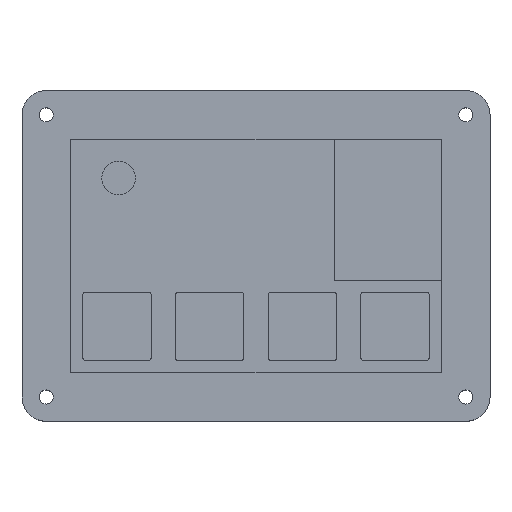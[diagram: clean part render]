
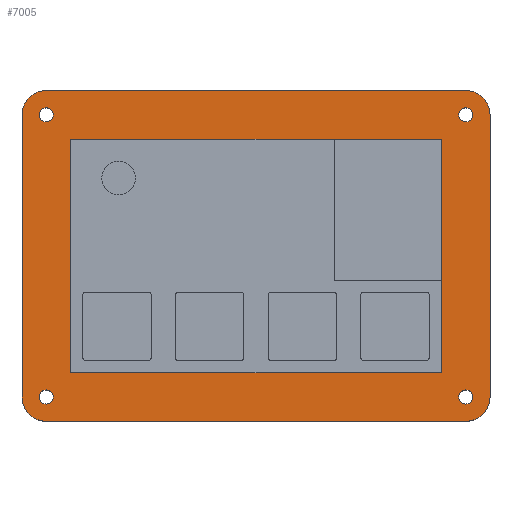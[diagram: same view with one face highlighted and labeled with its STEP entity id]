
A CAD part, top view. The second image highlights one B-rep face of the part: STEP entity #7005.
In plain terms, the highlighted planar face has unit normal (0, 0, 1).
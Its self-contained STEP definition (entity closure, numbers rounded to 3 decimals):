
#126=CIRCLE('',#7249,5.);
#135=CIRCLE('',#7261,5.);
#136=CIRCLE('',#7264,5.);
#137=CIRCLE('',#7267,5.);
#138=CIRCLE('',#7269,1.45);
#139=CIRCLE('',#7271,1.45);
#140=CIRCLE('',#7273,1.45);
#141=CIRCLE('',#7279,1.45);
#195=FACE_BOUND('',#1144,.T.);
#196=FACE_BOUND('',#1145,.T.);
#197=FACE_BOUND('',#1146,.T.);
#198=FACE_BOUND('',#1147,.T.);
#199=FACE_BOUND('',#1148,.T.);
#348=PLANE('',#7281);
#719=FACE_OUTER_BOUND('',#1143,.T.);
#1143=EDGE_LOOP('',(#6438,#6439,#6440,#6441,#6442,#6443,#6444,#6445));
#1144=EDGE_LOOP('',(#6446));
#1145=EDGE_LOOP('',(#6447,#6448,#6449,#6450));
#1146=EDGE_LOOP('',(#6451));
#1147=EDGE_LOOP('',(#6452));
#1148=EDGE_LOOP('',(#6453));
#1706=LINE('',#13493,#2291);
#1716=LINE('',#13529,#2301);
#1719=LINE('',#13537,#2304);
#1725=LINE('',#13558,#2310);
#1727=LINE('',#13562,#2312);
#1729=LINE('',#13566,#2314);
#1731=LINE('',#13569,#2316);
#1733=LINE('',#13575,#2318);
#2291=VECTOR('',#8325,10.);
#2301=VECTOR('',#8357,10.);
#2304=VECTOR('',#8366,10.);
#2310=VECTOR('',#8390,10.);
#2312=VECTOR('',#8394,10.);
#2314=VECTOR('',#8398,10.);
#2316=VECTOR('',#8402,10.);
#2318=VECTOR('',#8410,10.);
#3335=VERTEX_POINT('',#13480);
#3336=VERTEX_POINT('',#13481);
#3340=VERTEX_POINT('',#13491);
#3354=VERTEX_POINT('',#13523);
#3355=VERTEX_POINT('',#13527);
#3356=VERTEX_POINT('',#13531);
#3357=VERTEX_POINT('',#13535);
#3358=VERTEX_POINT('',#13539);
#3359=VERTEX_POINT('',#13543);
#3360=VERTEX_POINT('',#13547);
#3361=VERTEX_POINT('',#13551);
#3362=VERTEX_POINT('',#13555);
#3363=VERTEX_POINT('',#13557);
#3364=VERTEX_POINT('',#13561);
#3365=VERTEX_POINT('',#13565);
#3366=VERTEX_POINT('',#13571);
#4348=EDGE_CURVE('',#3335,#3336,#126,.T.);
#4354=EDGE_CURVE('',#3335,#3340,#1706,.T.);
#4369=EDGE_CURVE('',#3354,#3340,#135,.T.);
#4372=EDGE_CURVE('',#3354,#3355,#1716,.T.);
#4373=EDGE_CURVE('',#3356,#3355,#136,.T.);
#4376=EDGE_CURVE('',#3356,#3357,#1719,.T.);
#4377=EDGE_CURVE('',#3358,#3357,#137,.T.);
#4379=EDGE_CURVE('',#3359,#3359,#138,.T.);
#4381=EDGE_CURVE('',#3360,#3360,#139,.T.);
#4383=EDGE_CURVE('',#3361,#3361,#140,.T.);
#4386=EDGE_CURVE('',#3363,#3362,#1725,.T.);
#4388=EDGE_CURVE('',#3364,#3363,#1727,.T.);
#4390=EDGE_CURVE('',#3365,#3364,#1729,.T.);
#4392=EDGE_CURVE('',#3362,#3365,#1731,.T.);
#4393=EDGE_CURVE('',#3366,#3366,#141,.T.);
#4395=EDGE_CURVE('',#3358,#3336,#1733,.T.);
#6438=ORIENTED_EDGE('',*,*,#4348,.F.);
#6439=ORIENTED_EDGE('',*,*,#4354,.T.);
#6440=ORIENTED_EDGE('',*,*,#4369,.F.);
#6441=ORIENTED_EDGE('',*,*,#4372,.T.);
#6442=ORIENTED_EDGE('',*,*,#4373,.F.);
#6443=ORIENTED_EDGE('',*,*,#4376,.T.);
#6444=ORIENTED_EDGE('',*,*,#4377,.F.);
#6445=ORIENTED_EDGE('',*,*,#4395,.T.);
#6446=ORIENTED_EDGE('',*,*,#4393,.T.);
#6447=ORIENTED_EDGE('',*,*,#4392,.T.);
#6448=ORIENTED_EDGE('',*,*,#4390,.T.);
#6449=ORIENTED_EDGE('',*,*,#4388,.T.);
#6450=ORIENTED_EDGE('',*,*,#4386,.T.);
#6451=ORIENTED_EDGE('',*,*,#4383,.T.);
#6452=ORIENTED_EDGE('',*,*,#4381,.T.);
#6453=ORIENTED_EDGE('',*,*,#4379,.T.);
#7005=ADVANCED_FACE('',(#719,#195,#196,#197,#198,#199),#348,.T.);
#7249=AXIS2_PLACEMENT_3D('',#13482,#8315,#8316);
#7261=AXIS2_PLACEMENT_3D('',#13524,#8351,#8352);
#7264=AXIS2_PLACEMENT_3D('',#13532,#8360,#8361);
#7267=AXIS2_PLACEMENT_3D('',#13540,#8369,#8370);
#7269=AXIS2_PLACEMENT_3D('',#13544,#8374,#8375);
#7271=AXIS2_PLACEMENT_3D('',#13548,#8379,#8380);
#7273=AXIS2_PLACEMENT_3D('',#13552,#8384,#8385);
#7279=AXIS2_PLACEMENT_3D('',#13572,#8405,#8406);
#7281=AXIS2_PLACEMENT_3D('',#13576,#8411,#8412);
#8315=DIRECTION('center_axis',(0.,0.,-1.));
#8316=DIRECTION('ref_axis',(0.707,0.707,0.));
#8325=DIRECTION('',(-1.,0.,0.));
#8351=DIRECTION('center_axis',(0.,0.,-1.));
#8352=DIRECTION('ref_axis',(-0.707,0.707,0.));
#8357=DIRECTION('',(0.,-1.,0.));
#8360=DIRECTION('center_axis',(0.,0.,-1.));
#8361=DIRECTION('ref_axis',(-0.707,-0.707,0.));
#8366=DIRECTION('',(1.,0.,0.));
#8369=DIRECTION('center_axis',(0.,0.,-1.));
#8370=DIRECTION('ref_axis',(0.707,-0.707,0.));
#8374=DIRECTION('center_axis',(0.,0.,-1.));
#8375=DIRECTION('ref_axis',(1.,0.,0.));
#8379=DIRECTION('center_axis',(0.,0.,-1.));
#8380=DIRECTION('ref_axis',(1.,0.,0.));
#8384=DIRECTION('center_axis',(0.,0.,-1.));
#8385=DIRECTION('ref_axis',(1.,0.,0.));
#8390=DIRECTION('',(0.,-1.,0.));
#8394=DIRECTION('',(1.,0.,0.));
#8398=DIRECTION('',(0.,1.,0.));
#8402=DIRECTION('',(-1.,0.,0.));
#8405=DIRECTION('center_axis',(0.,0.,-1.));
#8406=DIRECTION('ref_axis',(1.,0.,0.));
#8410=DIRECTION('',(0.,1.,0.));
#8411=DIRECTION('center_axis',(0.,0.,1.));
#8412=DIRECTION('ref_axis',(1.,0.,0.));
#13480=CARTESIAN_POINT('',(81.2,58.,30.));
#13481=CARTESIAN_POINT('',(86.2,53.,30.));
#13482=CARTESIAN_POINT('Origin',(81.2,53.,30.));
#13491=CARTESIAN_POINT('',(-5.,58.,30.));
#13493=CARTESIAN_POINT('',(62.15,58.,30.));
#13523=CARTESIAN_POINT('',(-10.,53.,30.));
#13524=CARTESIAN_POINT('Origin',(-5.,53.,30.));
#13527=CARTESIAN_POINT('',(-10.,-5.,30.));
#13529=CARTESIAN_POINT('',(-10.,41.,30.));
#13531=CARTESIAN_POINT('',(-5.,-10.,30.));
#13532=CARTESIAN_POINT('Origin',(-5.,-5.,30.));
#13535=CARTESIAN_POINT('',(81.2,-10.,30.));
#13537=CARTESIAN_POINT('',(14.05,-10.,30.));
#13539=CARTESIAN_POINT('',(86.2,-5.,30.));
#13540=CARTESIAN_POINT('Origin',(81.2,-5.,30.));
#13543=CARTESIAN_POINT('',(-6.45,53.,30.));
#13544=CARTESIAN_POINT('Origin',(-5.,53.,30.));
#13547=CARTESIAN_POINT('',(-6.45,-5.,30.));
#13548=CARTESIAN_POINT('Origin',(-5.,-5.,30.));
#13551=CARTESIAN_POINT('',(79.75,53.,30.));
#13552=CARTESIAN_POINT('Origin',(81.2,53.,30.));
#13555=CARTESIAN_POINT('',(76.2,0.,30.));
#13557=CARTESIAN_POINT('',(76.2,48.,30.));
#13558=CARTESIAN_POINT('',(76.2,36.,30.));
#13561=CARTESIAN_POINT('',(0.,48.,30.));
#13562=CARTESIAN_POINT('',(19.05,48.,30.));
#13565=CARTESIAN_POINT('',(0.,0.,30.));
#13566=CARTESIAN_POINT('',(0.,12.,30.));
#13569=CARTESIAN_POINT('',(57.15,0.,30.));
#13571=CARTESIAN_POINT('',(79.75,-5.,30.));
#13572=CARTESIAN_POINT('Origin',(81.2,-5.,30.));
#13575=CARTESIAN_POINT('',(86.2,7.,30.));
#13576=CARTESIAN_POINT('Origin',(38.1,24.,30.));
